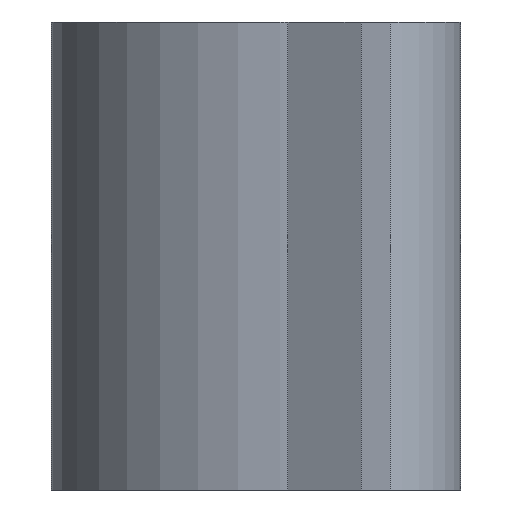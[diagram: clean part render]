
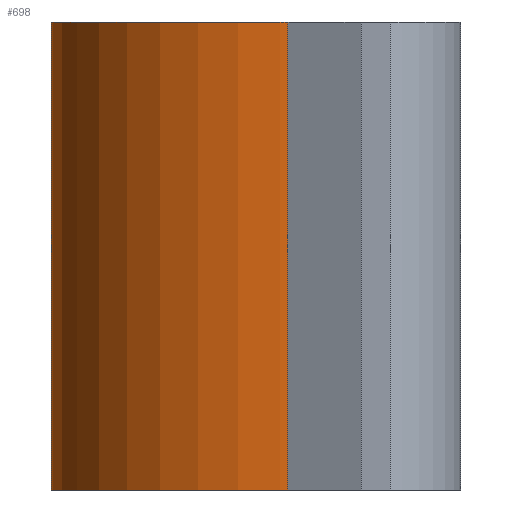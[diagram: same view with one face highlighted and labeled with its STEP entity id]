
A CAD part, left-side view. The second image highlights one B-rep face of the part: STEP entity #698.
In plain terms, the highlighted cylindrical face has radius 6.5 mm (diameter 13 mm), a partial arc.
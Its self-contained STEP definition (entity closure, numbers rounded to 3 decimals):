
#8 = CARTESIAN_POINT ( 'NONE',  ( -22.486, 4.426, 6. ) ) ;
#11 = EDGE_CURVE ( 'NONE', #147, #1097, #355, .T. ) ;
#20 = DIRECTION ( 'NONE',  ( 0., 0., 1. ) ) ;
#46 = VERTEX_POINT ( 'NONE', #573 ) ;
#58 = AXIS2_PLACEMENT_3D ( 'NONE', #868, #1157, #378 ) ;
#79 = EDGE_CURVE ( 'NONE', #1097, #229, #305, .T. ) ;
#105 = VECTOR ( 'NONE', #1043, 1000. ) ;
#107 = CARTESIAN_POINT ( 'NONE',  ( -22.469, 4.634, 6. ) ) ;
#128 = AXIS2_PLACEMENT_3D ( 'NONE', #721, #814, #1020 ) ;
#135 = AXIS2_PLACEMENT_3D ( 'NONE', #1156, #860, #592 ) ;
#147 = VERTEX_POINT ( 'NONE', #269 ) ;
#172 = CARTESIAN_POINT ( 'NONE',  ( -9.5, 4., 6. ) ) ;
#229 = VERTEX_POINT ( 'NONE', #8 ) ;
#258 = ORIENTED_EDGE ( 'NONE', *, *, #11, .F. ) ;
#269 = CARTESIAN_POINT ( 'NONE',  ( -9.5, 4., 6. ) ) ;
#270 = CARTESIAN_POINT ( 'NONE',  ( -22.486, 4.426, -6. ) ) ;
#305 = CIRCLE ( 'NONE', #135, 6.5 ) ;
#355 = CIRCLE ( 'NONE', #586, 6.5 ) ;
#356 = CIRCLE ( 'NONE', #460, 6.5 ) ;
#378 = DIRECTION ( 'NONE',  ( -1., 0., 0. ) ) ;
#409 = ORIENTED_EDGE ( 'NONE', *, *, #490, .T. ) ;
#412 = EDGE_CURVE ( 'NONE', #46, #1227, #356, .T. ) ;
#436 = LINE ( 'NONE', #172, #105 ) ;
#460 = AXIS2_PLACEMENT_3D ( 'NONE', #895, #20, #601 ) ;
#490 = EDGE_CURVE ( 'NONE', #147, #46, #436, .T. ) ;
#508 = CARTESIAN_POINT ( 'NONE',  ( -22.469, 4.634, -6. ) ) ;
#510 = ORIENTED_EDGE ( 'NONE', *, *, #412, .T. ) ;
#539 = EDGE_CURVE ( 'NONE', #1127, #229, #945, .T. ) ;
#573 = CARTESIAN_POINT ( 'NONE',  ( -9.5, 4., -6. ) ) ;
#584 = DIRECTION ( 'NONE',  ( 0., 0., 1. ) ) ;
#586 = AXIS2_PLACEMENT_3D ( 'NONE', #1163, #584, #1061 ) ;
#592 = DIRECTION ( 'NONE',  ( 1., 0., 0. ) ) ;
#601 = DIRECTION ( 'NONE',  ( 1., 0., 0. ) ) ;
#672 = CIRCLE ( 'NONE', #128, 6.5 ) ;
#698 = ADVANCED_FACE ( 'NONE', ( #855 ), #969, .T. ) ;
#712 = ORIENTED_EDGE ( 'NONE', *, *, #79, .F. ) ;
#721 = CARTESIAN_POINT ( 'NONE',  ( -16., 4., -6. ) ) ;
#814 = DIRECTION ( 'NONE',  ( 0., 0., 1. ) ) ;
#816 = EDGE_CURVE ( 'NONE', #1227, #1127, #672, .T. ) ;
#819 = CARTESIAN_POINT ( 'NONE',  ( -22.486, 4.426, 6. ) ) ;
#855 = FACE_OUTER_BOUND ( 'NONE', #1013, .T. ) ;
#860 = DIRECTION ( 'NONE',  ( 0., 0., 1. ) ) ;
#868 = CARTESIAN_POINT ( 'NONE',  ( -16., 4., 6. ) ) ;
#895 = CARTESIAN_POINT ( 'NONE',  ( -16., 4., -6. ) ) ;
#941 = DIRECTION ( 'NONE',  ( 0., 0., 1. ) ) ;
#945 = LINE ( 'NONE', #819, #982 ) ;
#969 = CYLINDRICAL_SURFACE ( 'NONE', #58, 6.5 ) ;
#982 = VECTOR ( 'NONE', #941, 1000. ) ;
#1013 = EDGE_LOOP ( 'NONE', ( #510, #1235, #1069, #712, #258, #409 ) ) ;
#1020 = DIRECTION ( 'NONE',  ( -1., 0., 0. ) ) ;
#1043 = DIRECTION ( 'NONE',  ( 0., 0., -1. ) ) ;
#1061 = DIRECTION ( 'NONE',  ( 1., 0., 0. ) ) ;
#1069 = ORIENTED_EDGE ( 'NONE', *, *, #539, .T. ) ;
#1097 = VERTEX_POINT ( 'NONE', #107 ) ;
#1127 = VERTEX_POINT ( 'NONE', #270 ) ;
#1156 = CARTESIAN_POINT ( 'NONE',  ( -16., 4., 6. ) ) ;
#1157 = DIRECTION ( 'NONE',  ( 0., 0., -1. ) ) ;
#1163 = CARTESIAN_POINT ( 'NONE',  ( -16., 4., 6. ) ) ;
#1227 = VERTEX_POINT ( 'NONE', #508 ) ;
#1235 = ORIENTED_EDGE ( 'NONE', *, *, #816, .T. ) ;
